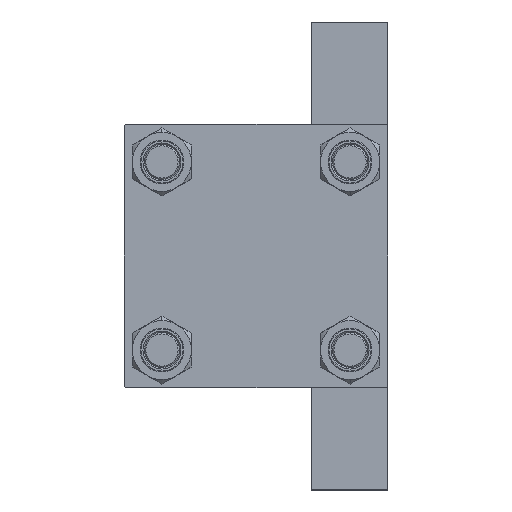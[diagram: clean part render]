
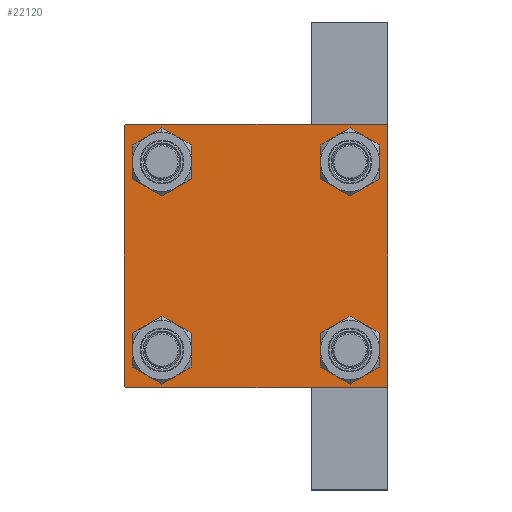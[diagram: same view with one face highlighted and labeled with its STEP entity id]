
A CAD part, left-side view. The second image highlights one B-rep face of the part: STEP entity #22120.
In plain terms, the highlighted planar face has unit normal (-1, 0, 0).
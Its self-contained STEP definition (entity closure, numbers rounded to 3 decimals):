
#293 = ORIENTED_EDGE ( 'NONE', *, *, #25810, .T. ) ;
#434 = CIRCLE ( 'NONE', #25213, 6.5 ) ;
#780 = CARTESIAN_POINT ( 'NONE',  ( 0., 45., 44.5 ) ) ;
#906 = VERTEX_POINT ( 'NONE', #4321 ) ;
#1426 = CARTESIAN_POINT ( 'NONE',  ( 0., -32.15, -32.15 ) ) ;
#2167 = DIRECTION ( 'NONE',  ( 0., -1., 0. ) ) ;
#2469 = VERTEX_POINT ( 'NONE', #32849 ) ;
#2948 = VERTEX_POINT ( 'NONE', #780 ) ;
#2984 = CARTESIAN_POINT ( 'NONE',  ( 0., 32.15, -38.65 ) ) ;
#3279 = CARTESIAN_POINT ( 'NONE',  ( 0., -44.75, -44.75 ) ) ;
#3710 = VERTEX_POINT ( 'NONE', #24574 ) ;
#3766 = VERTEX_POINT ( 'NONE', #2984 ) ;
#3857 = ORIENTED_EDGE ( 'NONE', *, *, #22311, .T. ) ;
#4321 = CARTESIAN_POINT ( 'NONE',  ( 0., -32.15, -25.65 ) ) ;
#4458 = DIRECTION ( 'NONE',  ( 0., 0., 1. ) ) ;
#4816 = ORIENTED_EDGE ( 'NONE', *, *, #19633, .T. ) ;
#4922 = ORIENTED_EDGE ( 'NONE', *, *, #47863, .T. ) ;
#5560 = CARTESIAN_POINT ( 'NONE',  ( 0., 45., 45. ) ) ;
#6030 = CIRCLE ( 'NONE', #29275, 6.5 ) ;
#6611 = LINE ( 'NONE', #29401, #32008 ) ;
#7335 = CARTESIAN_POINT ( 'NONE',  ( 0., 0., 0. ) ) ;
#7793 = EDGE_CURVE ( 'NONE', #42790, #2948, #27149, .T. ) ;
#8615 = CARTESIAN_POINT ( 'NONE',  ( 0., 45., -44.5 ) ) ;
#8688 = CARTESIAN_POINT ( 'NONE',  ( 0., -44.75, 44.75 ) ) ;
#8702 = DIRECTION ( 'NONE',  ( 0., 0.707, -0.707 ) ) ;
#9163 = VECTOR ( 'NONE', #29723, 1000. ) ;
#9178 = VERTEX_POINT ( 'NONE', #42086 ) ;
#9634 = ORIENTED_EDGE ( 'NONE', *, *, #41327, .T. ) ;
#10374 = DIRECTION ( 'NONE',  ( 0., -0.707, -0.707 ) ) ;
#10395 = CARTESIAN_POINT ( 'NONE',  ( 0., 32.15, 32.15 ) ) ;
#10504 = CIRCLE ( 'NONE', #25223, 6.5 ) ;
#11017 = DIRECTION ( 'NONE',  ( 1., 0., 0. ) ) ;
#11974 = DIRECTION ( 'NONE',  ( 1., 0., 0. ) ) ;
#12191 = FACE_BOUND ( 'NONE', #16857, .T. ) ;
#12252 = EDGE_CURVE ( 'NONE', #27802, #3766, #35141, .T. ) ;
#12619 = VECTOR ( 'NONE', #10374, 1000. ) ;
#12729 = ORIENTED_EDGE ( 'NONE', *, *, #36551, .F. ) ;
#12892 = DIRECTION ( 'NONE',  ( 0., 0., 1. ) ) ;
#12985 = AXIS2_PLACEMENT_3D ( 'NONE', #43642, #25449, #14994 ) ;
#14040 = DIRECTION ( 'NONE',  ( 1., 0., 0. ) ) ;
#14380 = VECTOR ( 'NONE', #28994, 1000. ) ;
#14545 = DIRECTION ( 'NONE',  ( 0., 0., 1. ) ) ;
#14661 = LINE ( 'NONE', #29708, #14380 ) ;
#14994 = DIRECTION ( 'NONE',  ( 0., 0., 1. ) ) ;
#15027 = DIRECTION ( 'NONE',  ( 0., 0., 1. ) ) ;
#15272 = DIRECTION ( 'NONE',  ( 1., 0., 0. ) ) ;
#15369 = ORIENTED_EDGE ( 'NONE', *, *, #36167, .T. ) ;
#15530 = CARTESIAN_POINT ( 'NONE',  ( 0., -45., -44.5 ) ) ;
#16198 = ORIENTED_EDGE ( 'NONE', *, *, #7793, .T. ) ;
#16674 = DIRECTION ( 'NONE',  ( 0., 0.707, 0.707 ) ) ;
#16857 = EDGE_LOOP ( 'NONE', ( #4816, #41292 ) ) ;
#16972 = EDGE_LOOP ( 'NONE', ( #3857, #22843, #9634, #30640, #12729, #15369, #34172, #16198 ) ) ;
#17315 = CIRCLE ( 'NONE', #39031, 6.5 ) ;
#18101 = AXIS2_PLACEMENT_3D ( 'NONE', #18659, #40266, #15027 ) ;
#18301 = CARTESIAN_POINT ( 'NONE',  ( 0., -32.15, 32.15 ) ) ;
#18426 = CARTESIAN_POINT ( 'NONE',  ( 0., -32.15, 32.15 ) ) ;
#18659 = CARTESIAN_POINT ( 'NONE',  ( 0., 32.15, -32.15 ) ) ;
#19152 = DIRECTION ( 'NONE',  ( 0., 0., -1. ) ) ;
#19414 = EDGE_LOOP ( 'NONE', ( #28089, #4922 ) ) ;
#19633 = EDGE_CURVE ( 'NONE', #906, #2469, #434, .T. ) ;
#21041 = VECTOR ( 'NONE', #8702, 1000. ) ;
#21385 = VECTOR ( 'NONE', #19152, 1000. ) ;
#21488 = CIRCLE ( 'NONE', #23822, 6.5 ) ;
#21816 = ORIENTED_EDGE ( 'NONE', *, *, #25035, .T. ) ;
#22120 = ADVANCED_FACE ( 'NONE', ( #45421, #12191, #40574, #22844, #37654 ), #34021, .T. ) ;
#22311 = EDGE_CURVE ( 'NONE', #2948, #24485, #29852, .T. ) ;
#22577 = ORIENTED_EDGE ( 'NONE', *, *, #30050, .T. ) ;
#22843 = ORIENTED_EDGE ( 'NONE', *, *, #34762, .T. ) ;
#22844 = FACE_BOUND ( 'NONE', #37861, .T. ) ;
#23191 = CARTESIAN_POINT ( 'NONE',  ( 0., 44.5, -45. ) ) ;
#23228 = VERTEX_POINT ( 'NONE', #15530 ) ;
#23822 = AXIS2_PLACEMENT_3D ( 'NONE', #10395, #14040, #39747 ) ;
#24485 = VERTEX_POINT ( 'NONE', #8615 ) ;
#24574 = CARTESIAN_POINT ( 'NONE',  ( 0., -44.5, 45. ) ) ;
#25035 = EDGE_CURVE ( 'NONE', #26350, #37504, #21488, .T. ) ;
#25213 = AXIS2_PLACEMENT_3D ( 'NONE', #27309, #41876, #45741 ) ;
#25223 = AXIS2_PLACEMENT_3D ( 'NONE', #41811, #11974, #4458 ) ;
#25449 = DIRECTION ( 'NONE',  ( 1., 0., 0. ) ) ;
#25810 = EDGE_CURVE ( 'NONE', #37504, #26350, #43225, .T. ) ;
#25816 = DIRECTION ( 'NONE',  ( 0., 0., 1. ) ) ;
#25935 = EDGE_CURVE ( 'NONE', #2469, #906, #6030, .T. ) ;
#26073 = LINE ( 'NONE', #3279, #9163 ) ;
#26133 = LINE ( 'NONE', #40692, #12619 ) ;
#26350 = VERTEX_POINT ( 'NONE', #42562 ) ;
#27149 = LINE ( 'NONE', #41949, #21041 ) ;
#27307 = EDGE_LOOP ( 'NONE', ( #22577, #29670 ) ) ;
#27309 = CARTESIAN_POINT ( 'NONE',  ( 0., -32.15, -32.15 ) ) ;
#27366 = LINE ( 'NONE', #8688, #45963 ) ;
#27490 = CARTESIAN_POINT ( 'NONE',  ( 0., -32.15, 38.65 ) ) ;
#27802 = VERTEX_POINT ( 'NONE', #37171 ) ;
#27956 = VERTEX_POINT ( 'NONE', #43686 ) ;
#28089 = ORIENTED_EDGE ( 'NONE', *, *, #12252, .T. ) ;
#28259 = EDGE_CURVE ( 'NONE', #42790, #3710, #42438, .T. ) ;
#28994 = DIRECTION ( 'NONE',  ( 0., -1., 0. ) ) ;
#29275 = AXIS2_PLACEMENT_3D ( 'NONE', #1426, #37305, #38265 ) ;
#29300 = CIRCLE ( 'NONE', #33130, 6.5 ) ;
#29401 = CARTESIAN_POINT ( 'NONE',  ( 0., -45., 45. ) ) ;
#29602 = CARTESIAN_POINT ( 'NONE',  ( 0., 45., 45. ) ) ;
#29670 = ORIENTED_EDGE ( 'NONE', *, *, #37493, .T. ) ;
#29708 = CARTESIAN_POINT ( 'NONE',  ( 0., 45., -45. ) ) ;
#29723 = DIRECTION ( 'NONE',  ( 0., -0.707, 0.707 ) ) ;
#29852 = LINE ( 'NONE', #29602, #21385 ) ;
#30050 = EDGE_CURVE ( 'NONE', #39147, #27956, #29300, .T. ) ;
#30612 = EDGE_CURVE ( 'NONE', #41109, #23228, #26073, .T. ) ;
#30640 = ORIENTED_EDGE ( 'NONE', *, *, #30612, .T. ) ;
#32008 = VECTOR ( 'NONE', #33271, 1000. ) ;
#32849 = CARTESIAN_POINT ( 'NONE',  ( 0., -32.15, -38.65 ) ) ;
#33130 = AXIS2_PLACEMENT_3D ( 'NONE', #18426, #15272, #14545 ) ;
#33271 = DIRECTION ( 'NONE',  ( 0., 0., -1. ) ) ;
#33343 = CARTESIAN_POINT ( 'NONE',  ( 0., 32.15, 25.65 ) ) ;
#33883 = CARTESIAN_POINT ( 'NONE',  ( 0., -44.5, -45. ) ) ;
#34021 = PLANE ( 'NONE',  #40764 ) ;
#34172 = ORIENTED_EDGE ( 'NONE', *, *, #28259, .F. ) ;
#34762 = EDGE_CURVE ( 'NONE', #24485, #41227, #26133, .T. ) ;
#35141 = CIRCLE ( 'NONE', #18101, 6.5 ) ;
#36167 = EDGE_CURVE ( 'NONE', #9178, #3710, #27366, .T. ) ;
#36551 = EDGE_CURVE ( 'NONE', #9178, #23228, #6611, .T. ) ;
#36933 = DIRECTION ( 'NONE',  ( -1., 0., 0. ) ) ;
#37171 = CARTESIAN_POINT ( 'NONE',  ( 0., 32.15, -25.65 ) ) ;
#37305 = DIRECTION ( 'NONE',  ( 1., 0., 0. ) ) ;
#37493 = EDGE_CURVE ( 'NONE', #27956, #39147, #17315, .T. ) ;
#37504 = VERTEX_POINT ( 'NONE', #33343 ) ;
#37654 = FACE_OUTER_BOUND ( 'NONE', #16972, .T. ) ;
#37861 = EDGE_LOOP ( 'NONE', ( #21816, #293 ) ) ;
#38265 = DIRECTION ( 'NONE',  ( 0., 0., 1. ) ) ;
#39031 = AXIS2_PLACEMENT_3D ( 'NONE', #18301, #11017, #25816 ) ;
#39147 = VERTEX_POINT ( 'NONE', #27490 ) ;
#39747 = DIRECTION ( 'NONE',  ( 0., 0., 1. ) ) ;
#40266 = DIRECTION ( 'NONE',  ( 1., 0., 0. ) ) ;
#40574 = FACE_BOUND ( 'NONE', #19414, .T. ) ;
#40692 = CARTESIAN_POINT ( 'NONE',  ( 0., 44.75, -44.75 ) ) ;
#40764 = AXIS2_PLACEMENT_3D ( 'NONE', #7335, #36933, #12892 ) ;
#41109 = VERTEX_POINT ( 'NONE', #33883 ) ;
#41227 = VERTEX_POINT ( 'NONE', #23191 ) ;
#41292 = ORIENTED_EDGE ( 'NONE', *, *, #25935, .T. ) ;
#41327 = EDGE_CURVE ( 'NONE', #41227, #41109, #14661, .T. ) ;
#41811 = CARTESIAN_POINT ( 'NONE',  ( 0., 32.15, -32.15 ) ) ;
#41876 = DIRECTION ( 'NONE',  ( 1., 0., 0. ) ) ;
#41949 = CARTESIAN_POINT ( 'NONE',  ( 0., 44.75, 44.75 ) ) ;
#42086 = CARTESIAN_POINT ( 'NONE',  ( 0., -45., 44.5 ) ) ;
#42438 = LINE ( 'NONE', #5560, #43185 ) ;
#42562 = CARTESIAN_POINT ( 'NONE',  ( 0., 32.15, 38.65 ) ) ;
#42790 = VERTEX_POINT ( 'NONE', #43207 ) ;
#43185 = VECTOR ( 'NONE', #2167, 1000. ) ;
#43207 = CARTESIAN_POINT ( 'NONE',  ( 0., 44.5, 45. ) ) ;
#43225 = CIRCLE ( 'NONE', #12985, 6.5 ) ;
#43642 = CARTESIAN_POINT ( 'NONE',  ( 0., 32.15, 32.15 ) ) ;
#43686 = CARTESIAN_POINT ( 'NONE',  ( 0., -32.15, 25.65 ) ) ;
#45421 = FACE_BOUND ( 'NONE', #27307, .T. ) ;
#45741 = DIRECTION ( 'NONE',  ( 0., 0., 1. ) ) ;
#45963 = VECTOR ( 'NONE', #16674, 1000. ) ;
#47863 = EDGE_CURVE ( 'NONE', #3766, #27802, #10504, .T. ) ;
